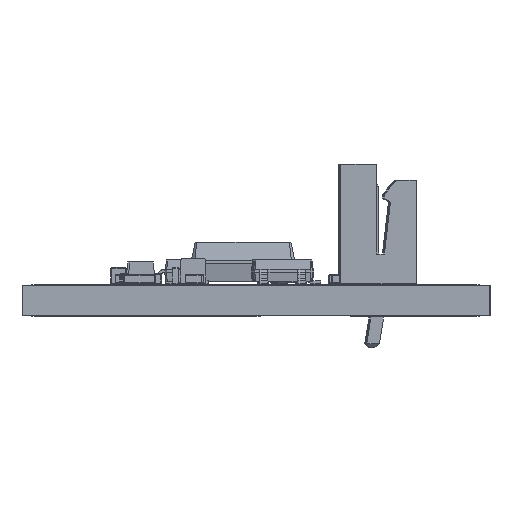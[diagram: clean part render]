
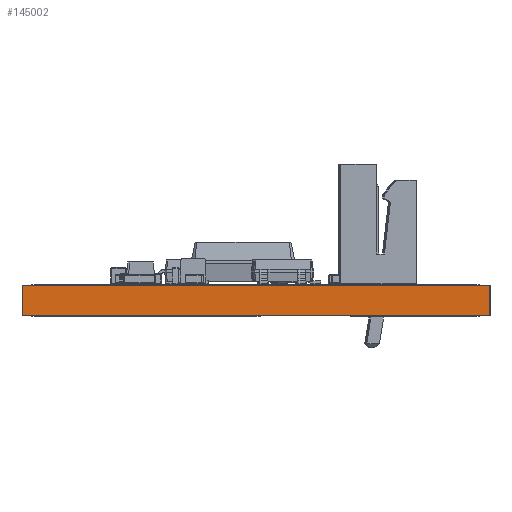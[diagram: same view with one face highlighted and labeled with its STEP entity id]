
A CAD part, left-side view. The second image highlights one B-rep face of the part: STEP entity #145002.
In plain terms, the highlighted planar face has unit normal (-1, 0, 0).
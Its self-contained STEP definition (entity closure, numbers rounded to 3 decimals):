
#144946 = VERTEX_POINT('',#144947);
#144947 = CARTESIAN_POINT('',(94.9,-100.9,1.51));
#144953 = EDGE_CURVE('',#144954,#144946,#144956,.T.);
#144954 = VERTEX_POINT('',#144955);
#144955 = CARTESIAN_POINT('',(94.9,-100.9,0.));
#144956 = LINE('',#144957,#144958);
#144957 = CARTESIAN_POINT('',(94.9,-100.9,0.));
#144958 = VECTOR('',#144959,1.);
#144959 = DIRECTION('',(0.,0.,1.));
#145002 = ADVANCED_FACE('',(#145003),#145028,.T.);
#145003 = FACE_BOUND('',#145004,.T.);
#145004 = EDGE_LOOP('',(#145005,#145006,#145014,#145022));
#145005 = ORIENTED_EDGE('',*,*,#144953,.T.);
#145006 = ORIENTED_EDGE('',*,*,#145007,.T.);
#145007 = EDGE_CURVE('',#144946,#145008,#145010,.T.);
#145008 = VERTEX_POINT('',#145009);
#145009 = CARTESIAN_POINT('',(94.9,-77.4,1.51));
#145010 = LINE('',#145011,#145012);
#145011 = CARTESIAN_POINT('',(94.9,-100.9,1.51));
#145012 = VECTOR('',#145013,1.);
#145013 = DIRECTION('',(0.,1.,0.));
#145014 = ORIENTED_EDGE('',*,*,#145015,.F.);
#145015 = EDGE_CURVE('',#145016,#145008,#145018,.T.);
#145016 = VERTEX_POINT('',#145017);
#145017 = CARTESIAN_POINT('',(94.9,-77.4,0.));
#145018 = LINE('',#145019,#145020);
#145019 = CARTESIAN_POINT('',(94.9,-77.4,0.));
#145020 = VECTOR('',#145021,1.);
#145021 = DIRECTION('',(0.,0.,1.));
#145022 = ORIENTED_EDGE('',*,*,#145023,.F.);
#145023 = EDGE_CURVE('',#144954,#145016,#145024,.T.);
#145024 = LINE('',#145025,#145026);
#145025 = CARTESIAN_POINT('',(94.9,-100.9,0.));
#145026 = VECTOR('',#145027,1.);
#145027 = DIRECTION('',(0.,1.,0.));
#145028 = PLANE('',#145029);
#145029 = AXIS2_PLACEMENT_3D('',#145030,#145031,#145032);
#145030 = CARTESIAN_POINT('',(94.9,-100.9,0.));
#145031 = DIRECTION('',(-1.,0.,0.));
#145032 = DIRECTION('',(0.,1.,0.));
